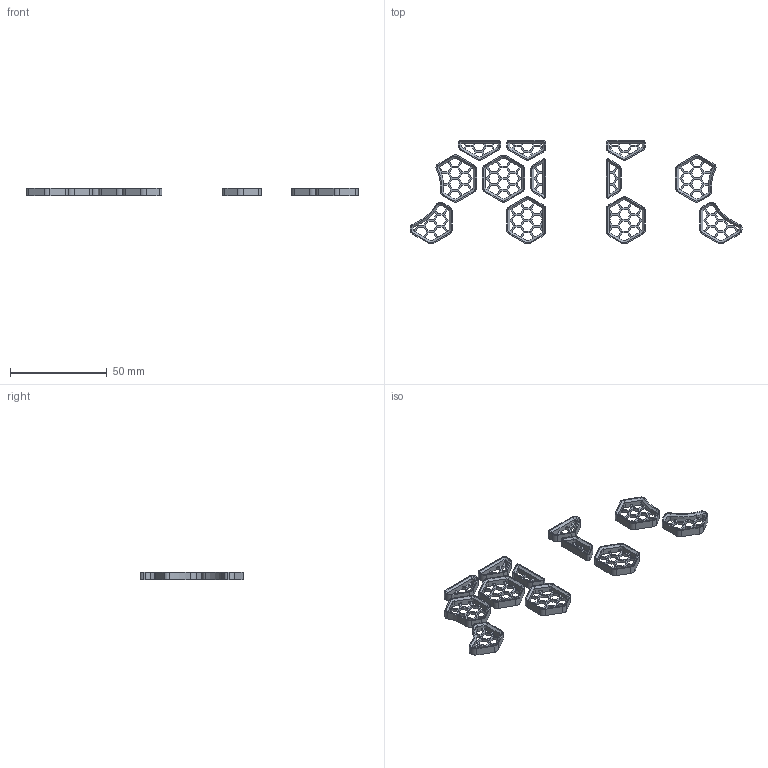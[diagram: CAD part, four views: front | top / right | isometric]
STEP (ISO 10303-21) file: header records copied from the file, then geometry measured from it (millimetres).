
FILE_DESCRIPTION(/* description */ (''),/* implementation_level */ '2;1');
FILE_NAME(/* name */ 'Front Skirt Inserts v3.step',/* time_stamp */ '2023-02-05T18:27:10-05:00',/* author */ (''),/* organization */ (''),/* preprocessor_version */ 'ST-DEVELOPER v19.2',/* originating_system */ 'Autodesk Translation Framework v11.17.0.187',/* authorisation */ '');
FILE_SCHEMA (('AUTOMOTIVE_DESIGN { 1 0 10303 214 3 1 1 }'));
Length unit declared in the file: millimetre
Products named in the file (1): Front Skirt Inserts
Bounding box: 171.9 x 53.74 x 4 mm (x, y, z)
Volume: 4788.2 mm3; surface area: 10002.2 mm2
Topology: 12 solids, 12 shells, 978 faces, 2998 edges, 1956 vertices
Faces by surface type: plane 773, cylinder 138, cone 67
Entity records: 33562 total; most frequent: CARTESIAN_POINT 6014, ORIENTED_EDGE 5996, DIRECTION 5338, EDGE_CURVE 2998, LINE 2598, VECTOR 2598, VERTEX_POINT 1956, AXIS2_PLACEMENT_3D 1370
